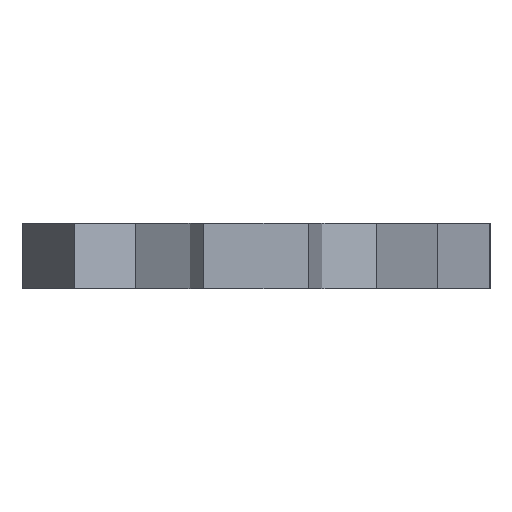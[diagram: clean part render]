
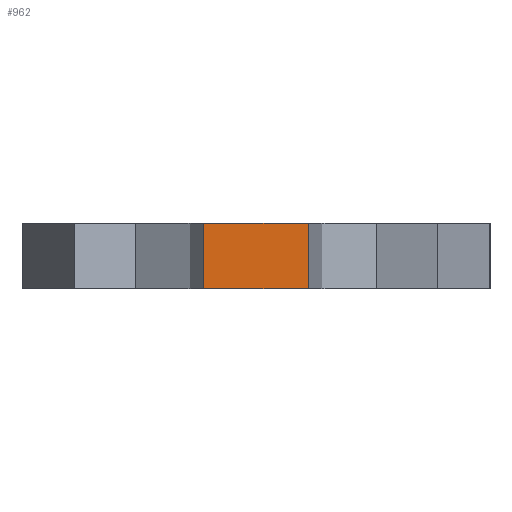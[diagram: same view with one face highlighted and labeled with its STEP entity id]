
A CAD part, front view. The second image highlights one B-rep face of the part: STEP entity #962.
In plain terms, the highlighted planar face has unit normal (0, -1, 0).
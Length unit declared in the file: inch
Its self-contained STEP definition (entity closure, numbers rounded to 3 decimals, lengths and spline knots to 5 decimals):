
#26 = VERTEX_POINT ( 'NONE', #835 ) ;
#41 = EDGE_CURVE ( 'NONE', #516, #963, #631, .T. ) ;
#50 = ORIENTED_EDGE ( 'NONE', *, *, #428, .F. ) ;
#56 = DIRECTION ( 'NONE',  ( 0., 1., 0. ) ) ;
#68 = EDGE_CURVE ( 'NONE', #516, #26, #498, .T. ) ;
#84 = DIRECTION ( 'NONE',  ( 0., 0., -1. ) ) ;
#118 = CARTESIAN_POINT ( 'NONE',  ( 0.24989, -1.15291, 0.15748 ) ) ;
#139 = EDGE_LOOP ( 'NONE', ( #512, #50, #482, #698 ) ) ;
#189 = EDGE_CURVE ( 'NONE', #963, #247, #199, .T. ) ;
#199 = LINE ( 'NONE', #788, #942 ) ;
#231 = CARTESIAN_POINT ( 'NONE',  ( 0.24989, -1.15291, -0.15748 ) ) ;
#232 = CARTESIAN_POINT ( 'NONE',  ( -0.25011, -1.15291, 0.15748 ) ) ;
#241 = DIRECTION ( 'NONE',  ( 0., 0., -1. ) ) ;
#247 = VERTEX_POINT ( 'NONE', #231 ) ;
#254 = CARTESIAN_POINT ( 'NONE',  ( -0.25011, -1.15291, 0.15748 ) ) ;
#274 = VECTOR ( 'NONE', #863, 39.37008 ) ;
#279 = DIRECTION ( 'NONE',  ( 0., 0., 1. ) ) ;
#331 = LINE ( 'NONE', #782, #710 ) ;
#340 = DIRECTION ( 'NONE',  ( 1., 0., 0. ) ) ;
#428 = EDGE_CURVE ( 'NONE', #26, #247, #331, .T. ) ;
#440 = FACE_OUTER_BOUND ( 'NONE', #139, .T. ) ;
#482 = ORIENTED_EDGE ( 'NONE', *, *, #68, .F. ) ;
#498 = LINE ( 'NONE', #118, #274 ) ;
#508 = VECTOR ( 'NONE', #241, 39.37008 ) ;
#512 = ORIENTED_EDGE ( 'NONE', *, *, #189, .T. ) ;
#516 = VERTEX_POINT ( 'NONE', #232 ) ;
#631 = LINE ( 'NONE', #254, #508 ) ;
#671 = CARTESIAN_POINT ( 'NONE',  ( 0.24989, -1.15291, 0.15748 ) ) ;
#698 = ORIENTED_EDGE ( 'NONE', *, *, #41, .T. ) ;
#710 = VECTOR ( 'NONE', #84, 39.37008 ) ;
#727 = CARTESIAN_POINT ( 'NONE',  ( -0.25011, -1.15291, -0.15748 ) ) ;
#737 = PLANE ( 'NONE',  #891 ) ;
#782 = CARTESIAN_POINT ( 'NONE',  ( 0.24989, -1.15291, 0.15748 ) ) ;
#788 = CARTESIAN_POINT ( 'NONE',  ( 0.24989, -1.15291, -0.15748 ) ) ;
#835 = CARTESIAN_POINT ( 'NONE',  ( 0.24989, -1.15291, 0.15748 ) ) ;
#863 = DIRECTION ( 'NONE',  ( 1., 0., 0. ) ) ;
#891 = AXIS2_PLACEMENT_3D ( 'NONE', #671, #56, #279 ) ;
#942 = VECTOR ( 'NONE', #340, 39.37008 ) ;
#962 = ADVANCED_FACE ( 'NONE', ( #440 ), #737, .F. ) ;
#963 = VERTEX_POINT ( 'NONE', #727 ) ;
